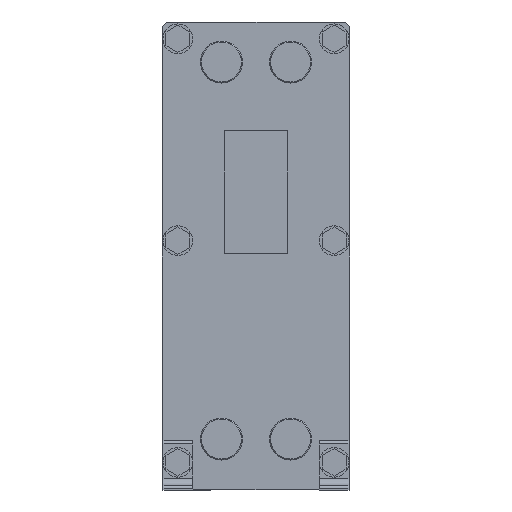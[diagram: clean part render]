
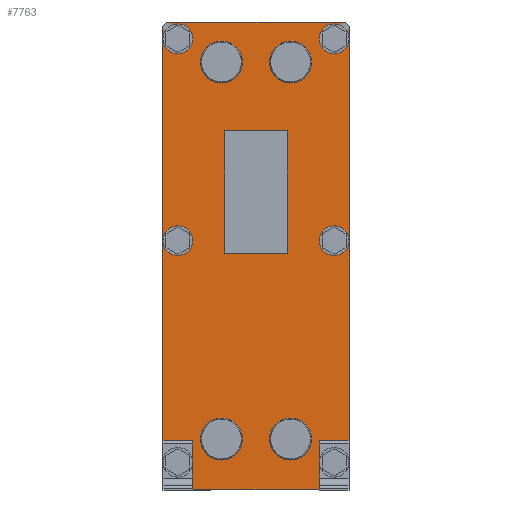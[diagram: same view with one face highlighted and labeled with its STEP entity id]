
A CAD part, front view. The second image highlights one B-rep face of the part: STEP entity #7763.
In plain terms, the highlighted planar face has unit normal (0, -1, 0).
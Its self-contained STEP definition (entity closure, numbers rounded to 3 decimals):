
#471=FACE_BOUND('',#1356,.T.);
#472=FACE_BOUND('',#1357,.T.);
#473=FACE_BOUND('',#1358,.T.);
#474=FACE_BOUND('',#1359,.T.);
#475=FACE_BOUND('',#1360,.T.);
#476=FACE_BOUND('',#1361,.T.);
#477=FACE_BOUND('',#1362,.T.);
#478=FACE_BOUND('',#1363,.T.);
#479=FACE_BOUND('',#1364,.T.);
#603=CIRCLE('',#8222,15.);
#604=CIRCLE('',#8223,15.);
#605=CIRCLE('',#8224,15.);
#606=CIRCLE('',#8225,15.);
#607=CIRCLE('',#8226,21.2);
#608=CIRCLE('',#8227,21.2);
#609=CIRCLE('',#8228,21.2);
#610=CIRCLE('',#8229,21.2);
#905=FACE_OUTER_BOUND('',#1355,.T.);
#1355=EDGE_LOOP('',(#5435,#5436,#5437,#5438,#5439,#5440,#5441,#5442,#5443,
#5444,#5445,#5446,#5447,#5448));
#1356=EDGE_LOOP('',(#5449,#5450,#5451,#5452));
#1357=EDGE_LOOP('',(#5453));
#1358=EDGE_LOOP('',(#5454));
#1359=EDGE_LOOP('',(#5455));
#1360=EDGE_LOOP('',(#5456));
#1361=EDGE_LOOP('',(#5457));
#1362=EDGE_LOOP('',(#5458));
#1363=EDGE_LOOP('',(#5459));
#1364=EDGE_LOOP('',(#5460));
#1922=LINE('',#11353,#2798);
#1926=LINE('',#11360,#2802);
#1928=LINE('',#11364,#2804);
#1930=LINE('',#11368,#2806);
#1932=LINE('',#11372,#2808);
#1934=LINE('',#11376,#2810);
#1937=LINE('',#11382,#2813);
#1938=LINE('',#11385,#2814);
#1939=LINE('',#11387,#2815);
#1940=LINE('',#11389,#2816);
#1941=LINE('',#11391,#2817);
#1942=LINE('',#11393,#2818);
#1943=LINE('',#11395,#2819);
#1944=LINE('',#11396,#2820);
#1945=LINE('',#11399,#2821);
#1946=LINE('',#11401,#2822);
#1947=LINE('',#11403,#2823);
#1948=LINE('',#11404,#2824);
#2798=VECTOR('',#8980,10.);
#2802=VECTOR('',#8986,10.);
#2804=VECTOR('',#8990,10.);
#2806=VECTOR('',#8994,10.);
#2808=VECTOR('',#8998,10.);
#2810=VECTOR('',#9002,10.);
#2813=VECTOR('',#9007,10.);
#2814=VECTOR('',#9010,10.);
#2815=VECTOR('',#9011,10.);
#2816=VECTOR('',#9012,10.);
#2817=VECTOR('',#9013,10.);
#2818=VECTOR('',#9014,10.);
#2819=VECTOR('',#9015,10.);
#2820=VECTOR('',#9016,10.);
#2821=VECTOR('',#9017,10.);
#2822=VECTOR('',#9018,10.);
#2823=VECTOR('',#9019,10.);
#2824=VECTOR('',#9020,10.);
#3681=VERTEX_POINT('',#11350);
#3682=VERTEX_POINT('',#11352);
#3684=VERTEX_POINT('',#11358);
#3685=VERTEX_POINT('',#11362);
#3686=VERTEX_POINT('',#11366);
#3687=VERTEX_POINT('',#11370);
#3688=VERTEX_POINT('',#11374);
#3690=VERTEX_POINT('',#11380);
#3691=VERTEX_POINT('',#11384);
#3692=VERTEX_POINT('',#11386);
#3693=VERTEX_POINT('',#11388);
#3694=VERTEX_POINT('',#11390);
#3695=VERTEX_POINT('',#11392);
#3696=VERTEX_POINT('',#11394);
#3697=VERTEX_POINT('',#11397);
#3698=VERTEX_POINT('',#11398);
#3699=VERTEX_POINT('',#11400);
#3700=VERTEX_POINT('',#11402);
#3701=VERTEX_POINT('',#11405);
#3702=VERTEX_POINT('',#11407);
#3703=VERTEX_POINT('',#11409);
#3704=VERTEX_POINT('',#11411);
#3705=VERTEX_POINT('',#11413);
#3706=VERTEX_POINT('',#11415);
#3707=VERTEX_POINT('',#11417);
#3708=VERTEX_POINT('',#11419);
#4388=EDGE_CURVE('',#3682,#3681,#1922,.T.);
#4392=EDGE_CURVE('',#3681,#3684,#1926,.T.);
#4394=EDGE_CURVE('',#3684,#3685,#1928,.T.);
#4396=EDGE_CURVE('',#3685,#3686,#1930,.T.);
#4398=EDGE_CURVE('',#3686,#3687,#1932,.T.);
#4400=EDGE_CURVE('',#3687,#3688,#1934,.T.);
#4403=EDGE_CURVE('',#3688,#3690,#1937,.T.);
#4404=EDGE_CURVE('',#3690,#3691,#1938,.T.);
#4405=EDGE_CURVE('',#3691,#3692,#1939,.T.);
#4406=EDGE_CURVE('',#3692,#3693,#1940,.T.);
#4407=EDGE_CURVE('',#3694,#3693,#1941,.T.);
#4408=EDGE_CURVE('',#3694,#3695,#1942,.T.);
#4409=EDGE_CURVE('',#3695,#3696,#1943,.T.);
#4410=EDGE_CURVE('',#3696,#3682,#1944,.T.);
#4411=EDGE_CURVE('',#3697,#3698,#1945,.T.);
#4412=EDGE_CURVE('',#3698,#3699,#1946,.T.);
#4413=EDGE_CURVE('',#3699,#3700,#1947,.T.);
#4414=EDGE_CURVE('',#3700,#3697,#1948,.T.);
#4415=EDGE_CURVE('',#3701,#3701,#603,.T.);
#4416=EDGE_CURVE('',#3702,#3702,#604,.T.);
#4417=EDGE_CURVE('',#3703,#3703,#605,.T.);
#4418=EDGE_CURVE('',#3704,#3704,#606,.T.);
#4419=EDGE_CURVE('',#3705,#3705,#607,.T.);
#4420=EDGE_CURVE('',#3706,#3706,#608,.T.);
#4421=EDGE_CURVE('',#3707,#3707,#609,.T.);
#4422=EDGE_CURVE('',#3708,#3708,#610,.T.);
#5435=ORIENTED_EDGE('',*,*,#4404,.T.);
#5436=ORIENTED_EDGE('',*,*,#4405,.T.);
#5437=ORIENTED_EDGE('',*,*,#4406,.T.);
#5438=ORIENTED_EDGE('',*,*,#4407,.F.);
#5439=ORIENTED_EDGE('',*,*,#4408,.T.);
#5440=ORIENTED_EDGE('',*,*,#4409,.T.);
#5441=ORIENTED_EDGE('',*,*,#4410,.T.);
#5442=ORIENTED_EDGE('',*,*,#4388,.T.);
#5443=ORIENTED_EDGE('',*,*,#4392,.T.);
#5444=ORIENTED_EDGE('',*,*,#4394,.T.);
#5445=ORIENTED_EDGE('',*,*,#4396,.T.);
#5446=ORIENTED_EDGE('',*,*,#4398,.T.);
#5447=ORIENTED_EDGE('',*,*,#4400,.T.);
#5448=ORIENTED_EDGE('',*,*,#4403,.T.);
#5449=ORIENTED_EDGE('',*,*,#4411,.T.);
#5450=ORIENTED_EDGE('',*,*,#4412,.T.);
#5451=ORIENTED_EDGE('',*,*,#4413,.T.);
#5452=ORIENTED_EDGE('',*,*,#4414,.T.);
#5453=ORIENTED_EDGE('',*,*,#4415,.T.);
#5454=ORIENTED_EDGE('',*,*,#4416,.T.);
#5455=ORIENTED_EDGE('',*,*,#4417,.T.);
#5456=ORIENTED_EDGE('',*,*,#4418,.T.);
#5457=ORIENTED_EDGE('',*,*,#4419,.T.);
#5458=ORIENTED_EDGE('',*,*,#4420,.T.);
#5459=ORIENTED_EDGE('',*,*,#4421,.T.);
#5460=ORIENTED_EDGE('',*,*,#4422,.T.);
#7433=PLANE('',#8221);
#7763=ADVANCED_FACE('',(#905,#471,#472,#473,#474,#475,#476,#477,#478,#479),
#7433,.T.);
#8221=AXIS2_PLACEMENT_3D('',#11383,#9008,#9009);
#8222=AXIS2_PLACEMENT_3D('',#11406,#9021,#9022);
#8223=AXIS2_PLACEMENT_3D('',#11408,#9023,#9024);
#8224=AXIS2_PLACEMENT_3D('',#11410,#9025,#9026);
#8225=AXIS2_PLACEMENT_3D('',#11412,#9027,#9028);
#8226=AXIS2_PLACEMENT_3D('',#11414,#9029,#9030);
#8227=AXIS2_PLACEMENT_3D('',#11416,#9031,#9032);
#8228=AXIS2_PLACEMENT_3D('',#11418,#9033,#9034);
#8229=AXIS2_PLACEMENT_3D('',#11420,#9035,#9036);
#8980=DIRECTION('',(0.707,0.,0.707));
#8986=DIRECTION('',(0.,0.,1.));
#8990=DIRECTION('',(-0.707,0.,0.707));
#8994=DIRECTION('',(-1.,0.,0.));
#8998=DIRECTION('',(-0.707,0.,-0.707));
#9002=DIRECTION('',(0.,0.,-1.));
#9007=DIRECTION('',(0.707,0.,-0.707));
#9008=DIRECTION('center_axis',(0.,-1.,0.));
#9009=DIRECTION('ref_axis',(1.,0.,0.));
#9010=DIRECTION('',(0.,0.,1.));
#9011=DIRECTION('',(1.,0.,0.));
#9012=DIRECTION('',(0.,0.,-1.));
#9013=DIRECTION('',(-1.,0.,0.));
#9014=DIRECTION('',(0.,0.,1.));
#9015=DIRECTION('',(1.,0.,0.));
#9016=DIRECTION('',(0.,0.,-1.));
#9017=DIRECTION('',(0.,0.,1.));
#9018=DIRECTION('',(1.,0.,0.));
#9019=DIRECTION('',(0.,0.,-1.));
#9020=DIRECTION('',(-1.,0.,0.));
#9021=DIRECTION('center_axis',(0.,1.,0.));
#9022=DIRECTION('ref_axis',(-1.,0.,0.));
#9023=DIRECTION('center_axis',(0.,1.,0.));
#9024=DIRECTION('ref_axis',(-1.,0.,0.));
#9025=DIRECTION('center_axis',(0.,1.,0.));
#9026=DIRECTION('ref_axis',(-1.,0.,0.));
#9027=DIRECTION('center_axis',(0.,1.,0.));
#9028=DIRECTION('ref_axis',(-1.,0.,0.));
#9029=DIRECTION('center_axis',(0.,1.,0.));
#9030=DIRECTION('ref_axis',(-1.,0.,0.));
#9031=DIRECTION('center_axis',(0.,1.,0.));
#9032=DIRECTION('ref_axis',(-1.,0.,0.));
#9033=DIRECTION('center_axis',(0.,1.,0.));
#9034=DIRECTION('ref_axis',(-1.,0.,0.));
#9035=DIRECTION('center_axis',(0.,1.,0.));
#9036=DIRECTION('ref_axis',(-1.,0.,0.));
#11350=CARTESIAN_POINT('',(95.,-25.,5.));
#11352=CARTESIAN_POINT('',(94.,-25.,4.));
#11353=CARTESIAN_POINT('',(95.,-25.,5.));
#11358=CARTESIAN_POINT('',(95.,-25.,468.));
#11360=CARTESIAN_POINT('',(95.,-25.,468.));
#11362=CARTESIAN_POINT('',(90.,-25.,473.));
#11364=CARTESIAN_POINT('',(90.,-25.,473.));
#11366=CARTESIAN_POINT('',(-90.,-25.,473.));
#11368=CARTESIAN_POINT('',(-90.,-25.,473.));
#11370=CARTESIAN_POINT('',(-95.,-25.,468.));
#11372=CARTESIAN_POINT('',(-95.,-25.,468.));
#11374=CARTESIAN_POINT('',(-95.,-25.,5.));
#11376=CARTESIAN_POINT('',(-95.,-25.,5.));
#11380=CARTESIAN_POINT('',(-94.,-25.,4.));
#11382=CARTESIAN_POINT('',(-90.,-25.,0.));
#11383=CARTESIAN_POINT('Origin',(0.,-25.,236.5));
#11384=CARTESIAN_POINT('',(-94.,-25.,50.));
#11385=CARTESIAN_POINT('',(-94.,-25.,125.641));
#11386=CARTESIAN_POINT('',(-64.,-25.,50.));
#11387=CARTESIAN_POINT('',(0.,-25.,50.));
#11388=CARTESIAN_POINT('',(-64.,-25.,0.));
#11389=CARTESIAN_POINT('',(-64.,-25.,50.));
#11390=CARTESIAN_POINT('',(64.,-25.,0.));
#11391=CARTESIAN_POINT('',(-45.,-25.,0.));
#11392=CARTESIAN_POINT('',(64.,-25.,50.));
#11393=CARTESIAN_POINT('',(64.,-25.,50.));
#11394=CARTESIAN_POINT('',(94.,-25.,50.));
#11395=CARTESIAN_POINT('',(0.,-25.,50.));
#11396=CARTESIAN_POINT('',(94.,-25.,125.641));
#11397=CARTESIAN_POINT('',(-32.25,-25.,239.2));
#11398=CARTESIAN_POINT('',(-32.25,-25.,363.));
#11399=CARTESIAN_POINT('',(-32.25,-25.,237.85));
#11400=CARTESIAN_POINT('',(32.25,-25.,363.));
#11401=CARTESIAN_POINT('',(-16.125,-25.,363.));
#11402=CARTESIAN_POINT('',(32.25,-25.,239.2));
#11403=CARTESIAN_POINT('',(32.25,-25.,299.75));
#11404=CARTESIAN_POINT('',(16.125,-25.,239.2));
#11405=CARTESIAN_POINT('',(-64.,-25.,252.));
#11406=CARTESIAN_POINT('Origin',(-79.,-25.,252.));
#11407=CARTESIAN_POINT('',(-64.,-25.,456.));
#11408=CARTESIAN_POINT('Origin',(-79.,-25.,456.));
#11409=CARTESIAN_POINT('',(94.,-25.,456.));
#11410=CARTESIAN_POINT('Origin',(79.,-25.,456.));
#11411=CARTESIAN_POINT('',(94.,-25.,252.));
#11412=CARTESIAN_POINT('Origin',(79.,-25.,252.));
#11413=CARTESIAN_POINT('',(-13.8,-25.,51.5));
#11414=CARTESIAN_POINT('Origin',(-35.,-25.,51.5));
#11415=CARTESIAN_POINT('',(-13.8,-25.,432.5));
#11416=CARTESIAN_POINT('Origin',(-35.,-25.,432.5));
#11417=CARTESIAN_POINT('',(56.2,-25.,432.5));
#11418=CARTESIAN_POINT('Origin',(35.,-25.,432.5));
#11419=CARTESIAN_POINT('',(56.2,-25.,51.5));
#11420=CARTESIAN_POINT('Origin',(35.,-25.,51.5));
